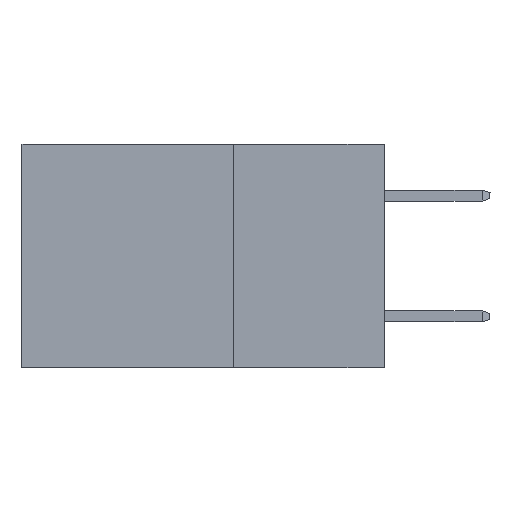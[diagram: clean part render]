
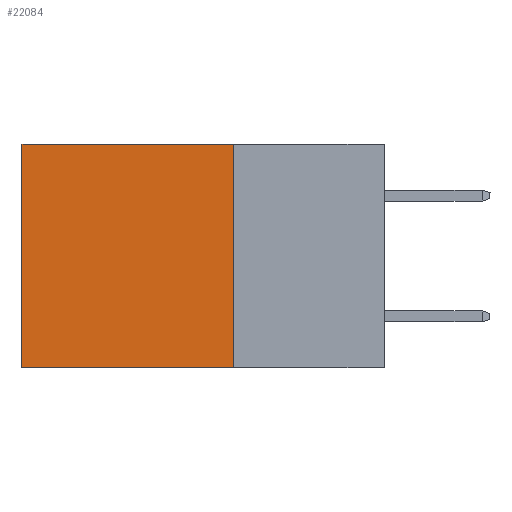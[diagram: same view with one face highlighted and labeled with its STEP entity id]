
A CAD part, left-side view. The second image highlights one B-rep face of the part: STEP entity #22084.
In plain terms, the highlighted planar face has unit normal (-1, 0, 0).
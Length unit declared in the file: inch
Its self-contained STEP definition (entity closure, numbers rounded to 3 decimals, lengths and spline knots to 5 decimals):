
#326 = EDGE_CURVE ( 'NONE', #17546, #12537, #19943, .T. ) ;
#1164 = EDGE_CURVE ( 'NONE', #17546, #4026, #14366, .T. ) ;
#3406 = ORIENTED_EDGE ( 'NONE', *, *, #11959, .F. ) ;
#4026 = VERTEX_POINT ( 'NONE', #24368 ) ;
#5098 = VECTOR ( 'NONE', #11230, 39.37008 ) ;
#5240 = DIRECTION ( 'NONE',  ( 0., 0., -1. ) ) ;
#6616 = CARTESIAN_POINT ( 'NONE',  ( 0.298, 0.25, 0. ) ) ;
#7112 = CARTESIAN_POINT ( 'NONE',  ( 0.298, 0.6, 0. ) ) ;
#7658 = EDGE_CURVE ( 'NONE', #4026, #29812, #24632, .T. ) ;
#10497 = FACE_OUTER_BOUND ( 'NONE', #18054, .T. ) ;
#10795 = VECTOR ( 'NONE', #14290, 39.37008 ) ;
#11230 = DIRECTION ( 'NONE',  ( 0., 1., 0. ) ) ;
#11537 = CARTESIAN_POINT ( 'NONE',  ( 0.298, 0.6, -0.37 ) ) ;
#11959 = EDGE_CURVE ( 'NONE', #12537, #29812, #26361, .T. ) ;
#12537 = VERTEX_POINT ( 'NONE', #17154 ) ;
#14290 = DIRECTION ( 'NONE',  ( 0., 1., 0. ) ) ;
#14366 = LINE ( 'NONE', #27165, #5098 ) ;
#14687 = CARTESIAN_POINT ( 'NONE',  ( 0.298, 0.25, 0. ) ) ;
#15992 = DIRECTION ( 'NONE',  ( 0., 0., -1. ) ) ;
#17154 = CARTESIAN_POINT ( 'NONE',  ( 0.298, 0.25, -0.37 ) ) ;
#17546 = VERTEX_POINT ( 'NONE', #14687 ) ;
#17826 = ORIENTED_EDGE ( 'NONE', *, *, #1164, .T. ) ;
#17970 = AXIS2_PLACEMENT_3D ( 'NONE', #6616, #25857, #30305 ) ;
#18024 = ORIENTED_EDGE ( 'NONE', *, *, #7658, .T. ) ;
#18054 = EDGE_LOOP ( 'NONE', ( #18024, #3406, #23029, #17826 ) ) ;
#18322 = VECTOR ( 'NONE', #5240, 39.37008 ) ;
#18819 = CARTESIAN_POINT ( 'NONE',  ( 0.298, 0.25, -0.37 ) ) ;
#19943 = LINE ( 'NONE', #23190, #25183 ) ;
#20880 = PLANE ( 'NONE',  #17970 ) ;
#22084 = ADVANCED_FACE ( 'NONE', ( #10497 ), #20880, .F. ) ;
#23029 = ORIENTED_EDGE ( 'NONE', *, *, #326, .F. ) ;
#23190 = CARTESIAN_POINT ( 'NONE',  ( 0.298, 0.25, 0. ) ) ;
#24368 = CARTESIAN_POINT ( 'NONE',  ( 0.298, 0.6, 0. ) ) ;
#24632 = LINE ( 'NONE', #7112, #18322 ) ;
#25183 = VECTOR ( 'NONE', #15992, 39.37008 ) ;
#25857 = DIRECTION ( 'NONE',  ( 1., 0., 0. ) ) ;
#26361 = LINE ( 'NONE', #18819, #10795 ) ;
#27165 = CARTESIAN_POINT ( 'NONE',  ( 0.298, 0.25, 0. ) ) ;
#29812 = VERTEX_POINT ( 'NONE', #11537 ) ;
#30305 = DIRECTION ( 'NONE',  ( 0., 0., -1. ) ) ;
